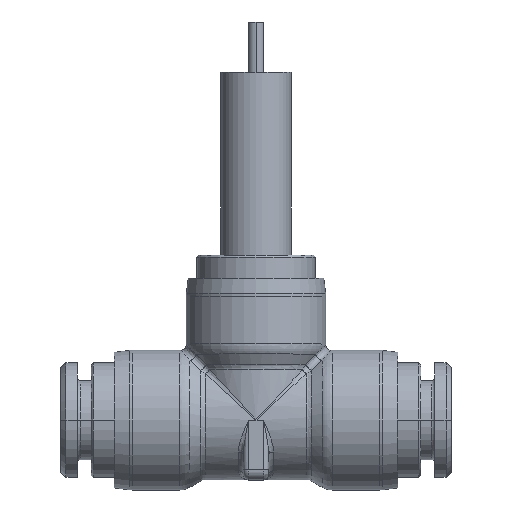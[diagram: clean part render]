
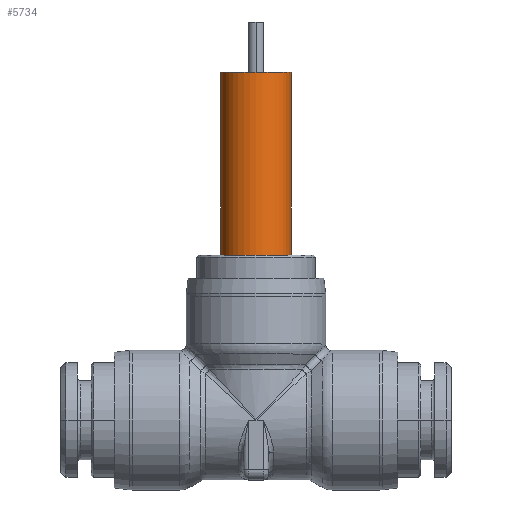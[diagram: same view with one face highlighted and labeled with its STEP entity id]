
A CAD part, top view. The second image highlights one B-rep face of the part: STEP entity #5734.
In plain terms, the highlighted cylindrical face has radius 3.5 mm (diameter 7 mm), a partial arc.
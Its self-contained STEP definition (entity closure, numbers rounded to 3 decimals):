
#1968=CARTESIAN_POINT('',(0.,16.4,0.));
#1969=DIRECTION('',(0.,1.,0.));
#1970=DIRECTION('',(-1.,0.,0.));
#1971=AXIS2_PLACEMENT_3D('',#1968,#1969,#1970);
#1973=DIRECTION('',(0.,-1.,0.));
#1974=VECTOR('',#1973,18.2);
#1975=CARTESIAN_POINT('',(-3.5,34.6,0.));
#1976=LINE('',#1975,#1974);
#1977=DIRECTION('',(0.,-1.,0.));
#1978=VECTOR('',#1977,18.2);
#1979=CARTESIAN_POINT('',(3.5,34.6,0.));
#1980=LINE('',#1979,#1978);
#1996=CARTESIAN_POINT('',(0.,34.6,0.));
#1997=DIRECTION('',(0.,1.,0.));
#1998=DIRECTION('',(-1.,0.,0.));
#1999=AXIS2_PLACEMENT_3D('',#1996,#1997,#1998);
#2219=CARTESIAN_POINT('',(3.5,34.6,0.));
#2220=CARTESIAN_POINT('',(-3.5,34.6,0.));
#2221=VERTEX_POINT('',#2219);
#2222=VERTEX_POINT('',#2220);
#2355=CARTESIAN_POINT('',(3.5,16.4,0.));
#2356=CARTESIAN_POINT('',(-3.5,16.4,0.));
#2357=VERTEX_POINT('',#2355);
#2358=VERTEX_POINT('',#2356);
#5722=CARTESIAN_POINT('',(0.,8.875,0.));
#5723=DIRECTION('',(0.,1.,0.));
#5724=DIRECTION('',(1.,0.,0.));
#5725=AXIS2_PLACEMENT_3D('',#5722,#5723,#5724);
#5726=CYLINDRICAL_SURFACE('',#5725,3.5);
#5727=ORIENTED_EDGE('',*,*,#5702,.F.);
#5728=ORIENTED_EDGE('',*,*,#5717,.F.);
#5730=ORIENTED_EDGE('',*,*,#5729,.T.);
#5731=ORIENTED_EDGE('',*,*,#5713,.T.);
#5732=EDGE_LOOP('',(#5727,#5728,#5730,#5731));
#5733=FACE_OUTER_BOUND('',#5732,.F.);
#5734=ADVANCED_FACE('',(#5733),#5726,.T.);
#1972=CIRCLE('',#1971,3.5);
#2000=CIRCLE('',#1999,3.5);
#5702=EDGE_CURVE('',#2358,#2357,#1972,.T.);
#5713=EDGE_CURVE('',#2221,#2357,#1980,.T.);
#5717=EDGE_CURVE('',#2222,#2358,#1976,.T.);
#5729=EDGE_CURVE('',#2222,#2221,#2000,.T.);
